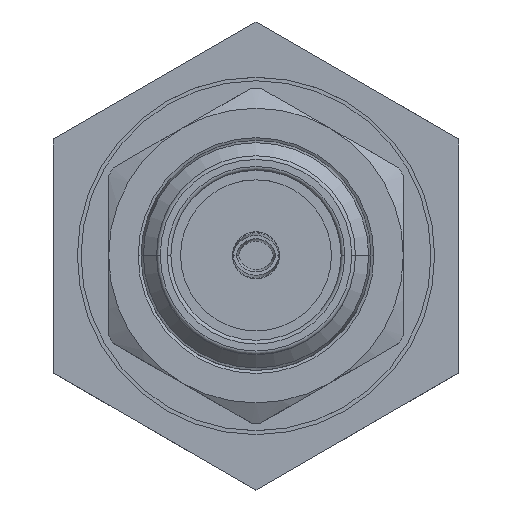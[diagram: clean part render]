
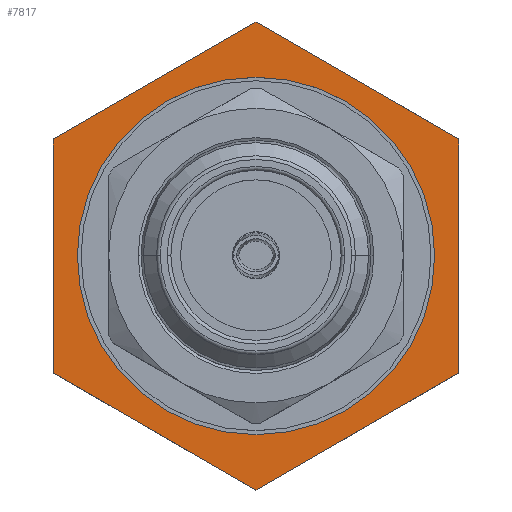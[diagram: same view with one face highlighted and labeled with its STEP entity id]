
A CAD part, top view. The second image highlights one B-rep face of the part: STEP entity #7817.
In plain terms, the highlighted planar face has unit normal (0, 0, 1).
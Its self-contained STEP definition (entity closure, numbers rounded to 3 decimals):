
#63 = CIRCLE ( 'NONE', #7347, 4.85 ) ;
#271 = LINE ( 'NONE', #736, #7030 ) ;
#359 = CARTESIAN_POINT ( 'NONE',  ( -4.85, 0., -11. ) ) ;
#554 = DIRECTION ( 'NONE',  ( 1., 0., 0. ) ) ;
#716 = EDGE_LOOP ( 'NONE', ( #4104, #7511, #7643, #8228, #6083, #2540 ) ) ;
#736 = CARTESIAN_POINT ( 'NONE',  ( -0.65, 5.976, -11. ) ) ;
#1130 = EDGE_LOOP ( 'NONE', ( #6853, #2205 ) ) ;
#1177 = VERTEX_POINT ( 'NONE', #2526 ) ;
#1248 = VERTEX_POINT ( 'NONE', #7881 ) ;
#1345 = EDGE_CURVE ( 'NONE', #5276, #8416, #63, .T. ) ;
#1429 = VECTOR ( 'NONE', #2906, 1000. ) ;
#1553 = CARTESIAN_POINT ( 'NONE',  ( 0., 4.85, -11. ) ) ;
#1671 = EDGE_CURVE ( 'NONE', #1177, #1248, #6560, .T. ) ;
#1754 = AXIS2_PLACEMENT_3D ( 'NONE', #1553, #6105, #2198 ) ;
#2094 = DIRECTION ( 'NONE',  ( -0.866, -0.5, 0. ) ) ;
#2162 = EDGE_CURVE ( 'NONE', #3144, #4495, #8156, .T. ) ;
#2198 = DIRECTION ( 'NONE',  ( -1., 0., 0. ) ) ;
#2205 = ORIENTED_EDGE ( 'NONE', *, *, #4518, .F. ) ;
#2347 = DIRECTION ( 'NONE',  ( 0., 1., 0. ) ) ;
#2526 = CARTESIAN_POINT ( 'NONE',  ( 5.5, -3.175, -11. ) ) ;
#2540 = ORIENTED_EDGE ( 'NONE', *, *, #6675, .F. ) ;
#2810 = DIRECTION ( 'NONE',  ( 0., 0., 1. ) ) ;
#2906 = DIRECTION ( 'NONE',  ( 0.866, -0.5, 0. ) ) ;
#3103 = CARTESIAN_POINT ( 'NONE',  ( 0., 6.351, -11. ) ) ;
#3134 = FACE_BOUND ( 'NONE', #1130, .T. ) ;
#3144 = VERTEX_POINT ( 'NONE', #3720 ) ;
#3630 = CARTESIAN_POINT ( 'NONE',  ( 5.5, 3.175, -11. ) ) ;
#3720 = CARTESIAN_POINT ( 'NONE',  ( -5.5, -3.175, -11. ) ) ;
#3728 = DIRECTION ( 'NONE',  ( 0., -1., 0. ) ) ;
#3899 = VERTEX_POINT ( 'NONE', #3630 ) ;
#3975 = VERTEX_POINT ( 'NONE', #3103 ) ;
#4104 = ORIENTED_EDGE ( 'NONE', *, *, #5688, .F. ) ;
#4345 = CARTESIAN_POINT ( 'NONE',  ( -4.85, -3.551, -11. ) ) ;
#4443 = DIRECTION ( 'NONE',  ( 0., 0., 1. ) ) ;
#4495 = VERTEX_POINT ( 'NONE', #7712 ) ;
#4518 = EDGE_CURVE ( 'NONE', #8416, #5276, #6183, .T. ) ;
#4645 = DIRECTION ( 'NONE',  ( 0.866, 0.5, 0. ) ) ;
#4697 = EDGE_CURVE ( 'NONE', #4495, #3975, #271, .T. ) ;
#4720 = VECTOR ( 'NONE', #3728, 1000. ) ;
#5276 = VERTEX_POINT ( 'NONE', #5790 ) ;
#5339 = CARTESIAN_POINT ( 'NONE',  ( 4.85, -3.551, -11. ) ) ;
#5688 = EDGE_CURVE ( 'NONE', #3975, #3899, #7980, .T. ) ;
#5790 = CARTESIAN_POINT ( 'NONE',  ( 4.85, 0., -11. ) ) ;
#6083 = ORIENTED_EDGE ( 'NONE', *, *, #1671, .F. ) ;
#6105 = DIRECTION ( 'NONE',  ( 0., 0., -1. ) ) ;
#6182 = CARTESIAN_POINT ( 'NONE',  ( 0.65, 5.976, -11. ) ) ;
#6183 = CIRCLE ( 'NONE', #6225, 4.85 ) ;
#6225 = AXIS2_PLACEMENT_3D ( 'NONE', #8403, #4443, #554 ) ;
#6261 = CARTESIAN_POINT ( 'NONE',  ( -5.5, 4.85, -11. ) ) ;
#6376 = CARTESIAN_POINT ( 'NONE',  ( 5.5, 4.85, -11. ) ) ;
#6385 = VECTOR ( 'NONE', #2347, 1000. ) ;
#6420 = EDGE_CURVE ( 'NONE', #1248, #3144, #6628, .T. ) ;
#6560 = LINE ( 'NONE', #5339, #8362 ) ;
#6628 = LINE ( 'NONE', #4345, #8418 ) ;
#6675 = EDGE_CURVE ( 'NONE', #3899, #1177, #8261, .T. ) ;
#6758 = CARTESIAN_POINT ( 'NONE',  ( 0., 0., -11. ) ) ;
#6853 = ORIENTED_EDGE ( 'NONE', *, *, #1345, .F. ) ;
#7030 = VECTOR ( 'NONE', #4645, 1000. ) ;
#7347 = AXIS2_PLACEMENT_3D ( 'NONE', #6758, #2810, #7422 ) ;
#7402 = PLANE ( 'NONE',  #1754 ) ;
#7422 = DIRECTION ( 'NONE',  ( 1., 0., 0. ) ) ;
#7511 = ORIENTED_EDGE ( 'NONE', *, *, #4697, .F. ) ;
#7643 = ORIENTED_EDGE ( 'NONE', *, *, #2162, .F. ) ;
#7712 = CARTESIAN_POINT ( 'NONE',  ( -5.5, 3.175, -11. ) ) ;
#7817 = ADVANCED_FACE ( 'NONE', ( #3134, #8207 ), #7402, .F. ) ;
#7881 = CARTESIAN_POINT ( 'NONE',  ( 0., -6.351, -11. ) ) ;
#7980 = LINE ( 'NONE', #6182, #1429 ) ;
#8156 = LINE ( 'NONE', #6261, #6385 ) ;
#8207 = FACE_OUTER_BOUND ( 'NONE', #716, .T. ) ;
#8228 = ORIENTED_EDGE ( 'NONE', *, *, #6420, .F. ) ;
#8261 = LINE ( 'NONE', #6376, #4720 ) ;
#8297 = DIRECTION ( 'NONE',  ( -0.866, 0.5, 0. ) ) ;
#8362 = VECTOR ( 'NONE', #2094, 1000. ) ;
#8403 = CARTESIAN_POINT ( 'NONE',  ( 0., 0., -11. ) ) ;
#8416 = VERTEX_POINT ( 'NONE', #359 ) ;
#8418 = VECTOR ( 'NONE', #8297, 1000. ) ;
